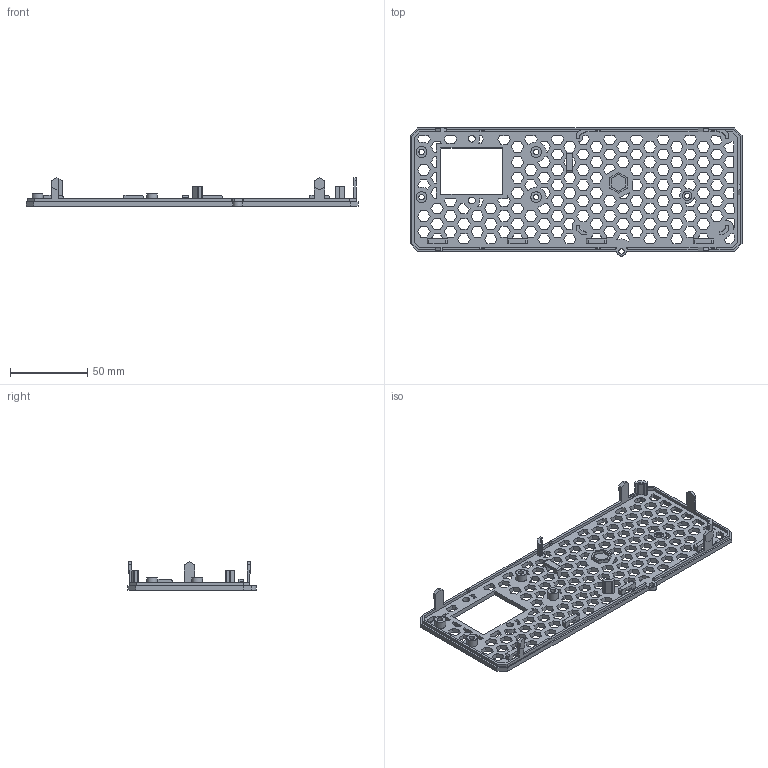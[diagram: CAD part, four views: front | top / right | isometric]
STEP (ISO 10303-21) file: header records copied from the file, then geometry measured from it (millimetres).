
FILE_DESCRIPTION(('STEP AP242'), '1');
FILE_NAME('Mount_plate', '', ('UNSPECIFIED'), ('UNSPECIFIED'), 'C3D Converter', 'C3D Toolkit', '');
FILE_SCHEMA(('AP242_MANAGED_MODEL_BASED_3D_ENGINEERING_MIM_LF { 1 0 10303 442 1 1 4 }'));
Length unit declared in the file: millimetre
Bounding box: 215.05 x 83 x 18.5 mm (x, y, z)
Volume: 35422.8 mm3; surface area: 38954.7 mm2
Topology: 1 solids, 1 shells, 1123 faces, 3353 edges, 2230 vertices
Faces by surface type: plane 1042, cylinder 81
Full cylindrical faces by diameter (mm): 3.5 x6, 4.5 x2, 6 x1, 7 x4
Entity records: 46649 total; most frequent: CARTESIAN_POINT 6742, ORIENTED_EDGE 6680, DIRECTION 5720, EDGE_CURVE 3340, LINE 3176, VECTOR 3176, VERTEX_POINT 2230, EDGE_LOOP 1448
